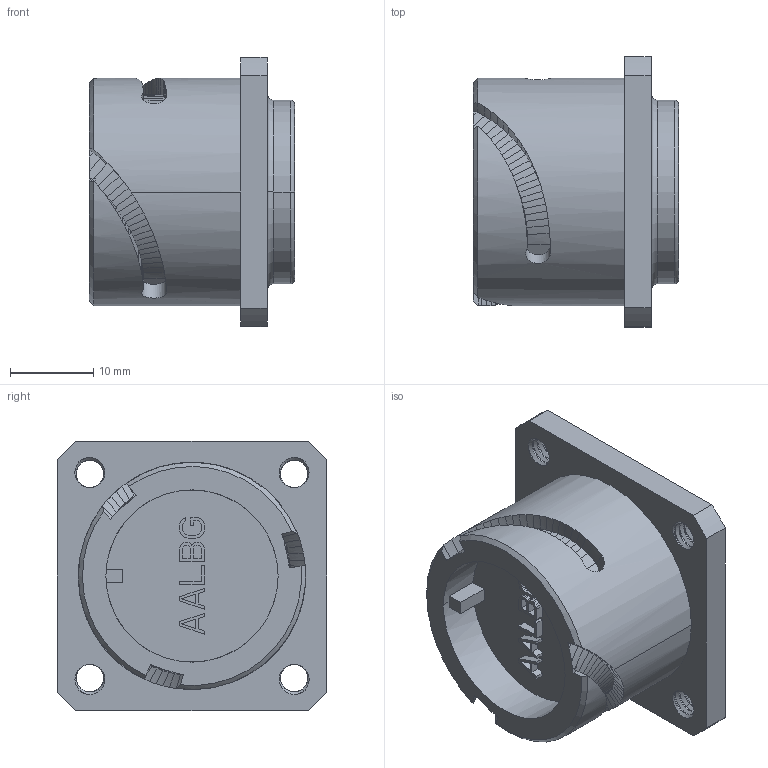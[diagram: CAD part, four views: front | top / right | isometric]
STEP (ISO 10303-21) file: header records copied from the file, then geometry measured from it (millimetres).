
FILE_DESCRIPTION((''),'2;1');
FILE_NAME('VG95234-16S_SW0001','2023-02-02T16:05:09',('paultorloting'),('NET AG system integration'),'CREO PARAMETRIC BY PTC INC, 2021404','CREO PARAMETRIC BY PTC INC, 2021404','');
FILE_SCHEMA(('AUTOMOTIVE_DESIGN { 1 0 10303 214 1 1 1 1 }'));
Length unit declared in the file: millimetre
Products named in the file (1): VG95234-16S_SW0001
Bounding box: 24.7 x 32.51 x 32.51 mm (x, y, z)
Volume: 11954.4 mm3; surface area: 5305.3 mm2
Topology: 1 solids, 1 shells, 540 faces, 1409 edges, 893 vertices
Faces by surface type: plane 268, bspline 216, cylinder 47, cone 5, torus 4
Entity records: 24143 total; most frequent: CARTESIAN_POINT 9899, ORIENTED_EDGE 2818, DIRECTION 1732, EDGE_CURVE 1409, VECTOR 959, LINE 959, VERTEX_POINT 893, EDGE_LOOP 570
